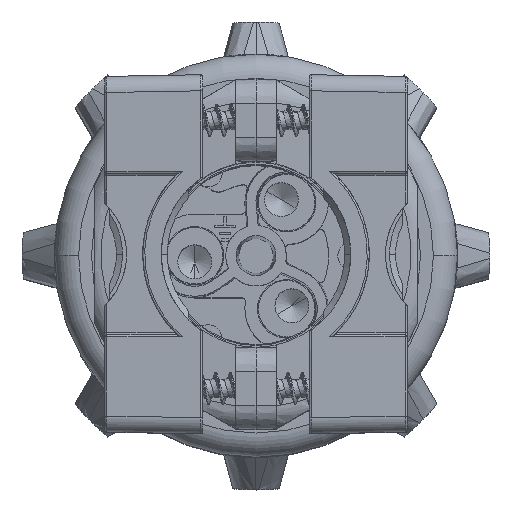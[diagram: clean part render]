
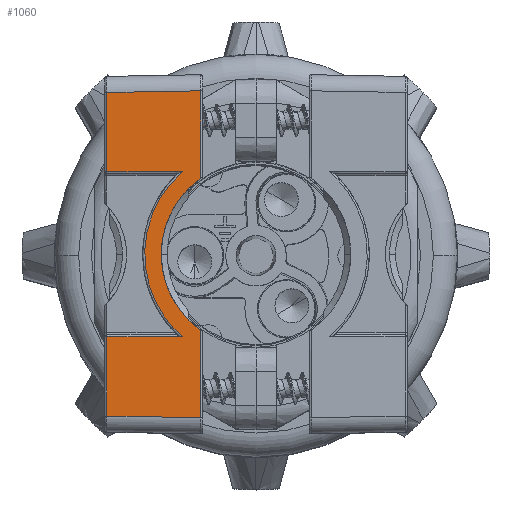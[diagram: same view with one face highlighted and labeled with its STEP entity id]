
A CAD part, top view. The second image highlights one B-rep face of the part: STEP entity #1060.
In plain terms, the highlighted planar face has unit normal (-0.018, 0, 1).
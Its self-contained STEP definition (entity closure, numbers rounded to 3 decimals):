
#1060=ADVANCED_FACE('',(#3571),#3572,.T.);
#3571=FACE_OUTER_BOUND('',#16868,.T.);
#3572=PLANE('',#16869);
#16868=EDGE_LOOP('',(#38406,#38407,#38408,#38409,#38410,#38411,#38412,#38413,#38414,#38415));
#16869=AXIS2_PLACEMENT_3D('',#38416,#38417,#38418);
#38406=ORIENTED_EDGE('',*,*,#44198,.F.);
#38407=ORIENTED_EDGE('',*,*,#44199,.F.);
#38408=ORIENTED_EDGE('',*,*,#44200,.T.);
#38409=ORIENTED_EDGE('',*,*,#44201,.T.);
#38410=ORIENTED_EDGE('',*,*,#44202,.T.);
#38411=ORIENTED_EDGE('',*,*,#44203,.F.);
#38412=ORIENTED_EDGE('',*,*,#44204,.T.);
#38413=ORIENTED_EDGE('',*,*,#44205,.F.);
#38414=ORIENTED_EDGE('',*,*,#44171,.F.);
#38415=ORIENTED_EDGE('',*,*,#44169,.F.);
#38416=CARTESIAN_POINT('',(-6.6,-23.882,36.65));
#38417=DIRECTION('',(-0.017,0.0,1.));
#38418=DIRECTION('',(0.0,1.0,0.0));
#44169=EDGE_CURVE('',#49671,#49673,#49674,.T.);
#44171=EDGE_CURVE('',#49673,#49676,#49677,.T.);
#44198=EDGE_CURVE('',#49717,#49671,#49719,.T.);
#44199=EDGE_CURVE('',#49720,#49717,#49721,.T.);
#44200=EDGE_CURVE('',#49720,#49722,#49723,.T.);
#44201=EDGE_CURVE('',#49722,#49724,#49725,.T.);
#44202=EDGE_CURVE('',#49724,#49726,#49727,.T.);
#44203=EDGE_CURVE('',#49728,#49726,#49729,.T.);
#44204=EDGE_CURVE('',#49728,#49730,#49731,.T.);
#44205=EDGE_CURVE('',#49676,#49730,#49732,.T.);
#49671=VERTEX_POINT('',#66181);
#49673=VERTEX_POINT('',#66183);
#49674=LINE('',#66184,#66185);
#49676=VERTEX_POINT('',#66196);
#49677=B_SPLINE_CURVE_WITH_KNOTS('',3,(#66197,#66198,#66199,#66200,#66201,#66202,#66203,#66204,#66205,#66206,#66207,#66208,#66209,#66210,#66211,#66212,#66213,#66214,#66215,#66216,#66217,#66218,#66219,#66220,#66221,#66222,#66223),.UNSPECIFIED.,.F.,.F.,(4,1,1,1,1,1,1,1,1,1,1,1,1,1,1,1,1,1,1,1,1,1,1,1,4),(0.0,0.016,0.031,0.063,0.094,0.125,0.156,0.188,0.25,0.313,0.375,0.438,0.5,0.563,0.625,0.688,0.75,0.813,0.844,0.875,0.906,0.938,0.969,0.984,1.0),.UNSPECIFIED.);
#49717=VERTEX_POINT('',#66352);
#49719=LINE('',#66367,#66368);
#49720=VERTEX_POINT('',#66369);
#49721=LINE('',#66370,#66371);
#49722=VERTEX_POINT('',#66372);
#49723=LINE('',#66373,#66374);
#49724=VERTEX_POINT('',#66375);
#49725=B_SPLINE_CURVE_WITH_KNOTS('',3,(#66376,#66377,#66378,#66379,#66380,#66381,#66382,#66383,#66384,#66385,#66386,#66387,#66388,#66389,#66390,#66391,#66392,#66393,#66394,#66395,#66396,#66397),.UNSPECIFIED.,.F.,.F.,(4,1,1,1,1,1,1,1,1,1,1,1,1,1,1,1,1,1,1,4),(0.0,0.053,0.105,0.158,0.211,0.263,0.316,0.368,0.421,0.474,0.526,0.579,0.632,0.684,0.737,0.789,0.842,0.895,0.947,1.0),.UNSPECIFIED.);
#49726=VERTEX_POINT('',#66398);
#49727=LINE('',#66399,#66400);
#49728=VERTEX_POINT('',#66401);
#49729=LINE('',#66402,#66403);
#49730=VERTEX_POINT('',#66404);
#49731=LINE('',#66405,#66406);
#49732=LINE('',#66407,#66408);
#66181=CARTESIAN_POINT('',(-6.854,20.271,36.646));
#66183=CARTESIAN_POINT('',(-6.854,9.414,36.646));
#66184=CARTESIAN_POINT('',(-6.854,20.271,36.646));
#66185=VECTOR('',#80423,10.856);
#66196=CARTESIAN_POINT('',(-6.854,-9.414,36.646));
#66197=CARTESIAN_POINT('',(-6.854,9.414,36.646));
#66198=CARTESIAN_POINT('',(-6.994,9.316,36.643));
#66199=CARTESIAN_POINT('',(-7.261,9.12,36.638));
#66200=CARTESIAN_POINT('',(-7.749,8.728,36.63));
#66201=CARTESIAN_POINT('',(-8.289,8.238,36.621));
#66202=CARTESIAN_POINT('',(-8.849,7.649,36.611));
#66203=CARTESIAN_POINT('',(-9.337,7.061,36.602));
#66204=CARTESIAN_POINT('',(-9.765,6.472,36.595));
#66205=CARTESIAN_POINT('',(-10.263,5.688,36.586));
#66206=CARTESIAN_POINT('',(-10.769,4.707,36.577));
#66207=CARTESIAN_POINT('',(-11.218,3.53,36.569));
#66208=CARTESIAN_POINT('',(-11.528,2.354,36.564));
#66209=CARTESIAN_POINT('',(-11.71,1.177,36.561));
#66210=CARTESIAN_POINT('',(-11.77,0.0,36.56));
#66211=CARTESIAN_POINT('',(-11.71,-1.177,36.561));
#66212=CARTESIAN_POINT('',(-11.528,-2.354,36.564));
#66213=CARTESIAN_POINT('',(-11.218,-3.53,36.569));
#66214=CARTESIAN_POINT('',(-10.769,-4.707,36.577));
#66215=CARTESIAN_POINT('',(-10.263,-5.688,36.586));
#66216=CARTESIAN_POINT('',(-9.765,-6.472,36.595));
#66217=CARTESIAN_POINT('',(-9.337,-7.061,36.602));
#66218=CARTESIAN_POINT('',(-8.849,-7.649,36.611));
#66219=CARTESIAN_POINT('',(-8.289,-8.238,36.621));
#66220=CARTESIAN_POINT('',(-7.749,-8.728,36.63));
#66221=CARTESIAN_POINT('',(-7.261,-9.12,36.638));
#66222=CARTESIAN_POINT('',(-6.994,-9.316,36.643));
#66223=CARTESIAN_POINT('',(-6.854,-9.414,36.646));
#66352=CARTESIAN_POINT('',(-18.504,20.068,36.442));
#66367=CARTESIAN_POINT('',(-18.504,20.068,36.442));
#66368=VECTOR('',#80461,11.654);
#66369=CARTESIAN_POINT('',(-18.504,10.25,36.442));
#66370=CARTESIAN_POINT('',(-18.504,10.25,36.442));
#66371=VECTOR('',#80462,9.818);
#66372=CARTESIAN_POINT('',(-9.117,10.25,36.606));
#66373=CARTESIAN_POINT('',(-18.504,10.25,36.442));
#66374=VECTOR('',#80463,9.389);
#66375=CARTESIAN_POINT('',(-9.117,-10.25,36.606));
#66376=CARTESIAN_POINT('',(-9.117,10.25,36.606));
#66377=CARTESIAN_POINT('',(-9.426,9.983,36.601));
#66378=CARTESIAN_POINT('',(-10.018,9.422,36.59));
#66379=CARTESIAN_POINT('',(-10.829,8.502,36.576));
#66380=CARTESIAN_POINT('',(-11.552,7.514,36.564));
#66381=CARTESIAN_POINT('',(-12.184,6.464,36.553));
#66382=CARTESIAN_POINT('',(-12.718,5.362,36.543));
#66383=CARTESIAN_POINT('',(-13.151,4.216,36.536));
#66384=CARTESIAN_POINT('',(-13.479,3.036,36.53));
#66385=CARTESIAN_POINT('',(-13.699,1.831,36.526));
#66386=CARTESIAN_POINT('',(-13.809,0.612,36.524));
#66387=CARTESIAN_POINT('',(-13.809,-0.612,36.524));
#66388=CARTESIAN_POINT('',(-13.699,-1.831,36.526));
#66389=CARTESIAN_POINT('',(-13.479,-3.036,36.53));
#66390=CARTESIAN_POINT('',(-13.151,-4.216,36.536));
#66391=CARTESIAN_POINT('',(-12.718,-5.362,36.543));
#66392=CARTESIAN_POINT('',(-12.184,-6.464,36.553));
#66393=CARTESIAN_POINT('',(-11.552,-7.514,36.564));
#66394=CARTESIAN_POINT('',(-10.829,-8.502,36.576));
#66395=CARTESIAN_POINT('',(-10.018,-9.422,36.59));
#66396=CARTESIAN_POINT('',(-9.426,-9.983,36.601));
#66397=CARTESIAN_POINT('',(-9.117,-10.25,36.606));
#66398=CARTESIAN_POINT('',(-18.504,-10.25,36.442));
#66399=CARTESIAN_POINT('',(-9.117,-10.25,36.606));
#66400=VECTOR('',#80464,9.389);
#66401=CARTESIAN_POINT('',(-18.504,-20.068,36.442));
#66402=CARTESIAN_POINT('',(-18.504,-20.068,36.442));
#66403=VECTOR('',#80465,9.818);
#66404=CARTESIAN_POINT('',(-6.854,-20.271,36.646));
#66405=CARTESIAN_POINT('',(-18.504,-20.068,36.442));
#66406=VECTOR('',#80466,11.654);
#66407=CARTESIAN_POINT('',(-6.854,-9.414,36.646));
#66408=VECTOR('',#80467,10.856);
#80423=DIRECTION('',(0.,-1.0,0.));
#80461=DIRECTION('',(1.,0.017,0.017));
#80462=DIRECTION('',(0.,1.0,0.));
#80463=DIRECTION('',(1.,0.,0.017));
#80464=DIRECTION('',(-1.,0.,-0.017));
#80465=DIRECTION('',(0.,1.0,0.));
#80466=DIRECTION('',(1.,-0.017,0.017));
#80467=DIRECTION('',(0.,-1.0,0.));
